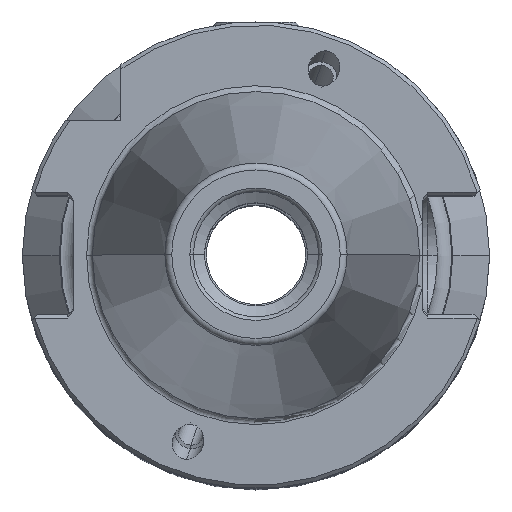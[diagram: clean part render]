
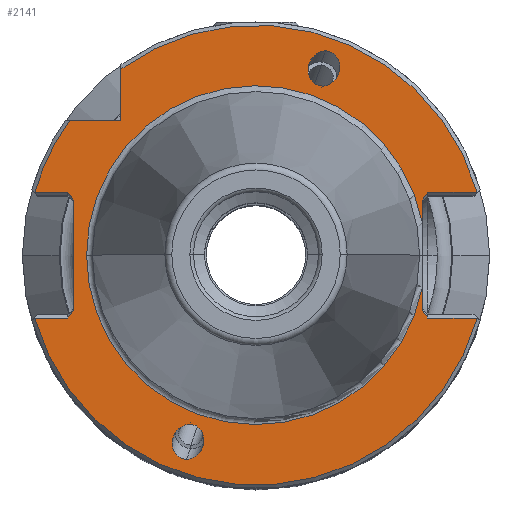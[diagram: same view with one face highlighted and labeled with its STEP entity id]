
A CAD part, top view. The second image highlights one B-rep face of the part: STEP entity #2141.
In plain terms, the highlighted planar face has unit normal (0, 0, 1).
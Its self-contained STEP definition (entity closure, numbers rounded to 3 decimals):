
#1125=EDGE_CURVE('NONE',#1585,#2299,#3259,.T.);
#1157=EDGE_CURVE('NONE',#2379,#1173,#3295,.T.);
#1173=VERTEX_POINT('NONE',#3312);
#1221=EDGE_CURVE('NONE',#2127,#1833,#3362,.T.);
#1339=VERTEX_POINT('NONE',#3489);
#1347=EDGE_CURVE('NONE',#2299,#1741,#3497,.T.);
#1423=VERTEX_POINT('NONE',#3578);
#1473=VERTEX_POINT('NONE',#3634);
#1509=EDGE_CURVE('NONE',#1585,#1629,#3675,.T.);
#1513=VERTEX_POINT('NONE',#3679);
#1521=EDGE_CURVE('NONE',#3169,#2127,#3688,.T.);
#1539=EDGE_CURVE('NONE',#1629,#2181,#3709,.T.);
#1585=VERTEX_POINT('NONE',#3760);
#1601=VERTEX_POINT('NONE',#3782);
#1629=VERTEX_POINT('NONE',#3811);
#1655=EDGE_CURVE('NONE',#2245,#1833,#3840,.T.);
#1711=VERTEX_POINT('NONE',#3900);
#1731=VERTEX_POINT('NONE',#3920);
#1733=EDGE_CURVE('NONE',#1711,#1601,#3922,.T.);
#1741=VERTEX_POINT('NONE',#3931);
#1749=EDGE_CURVE('NONE',#2955,#2685,#3939,.T.);
#1777=EDGE_CURVE('NONE',#1423,#2947,#3971,.T.);
#1833=VERTEX_POINT('NONE',#4037);
#1867=EDGE_CURVE('NONE',#3169,#1339,#4076,.T.);
#1937=EDGE_CURVE('NONE',#1741,#2293,#4153,.T.);
#1981=EDGE_CURVE('NONE',#2245,#2685,#4204,.T.);
#2027=EDGE_CURVE('NONE',#2955,#2181,#4254,.T.);
#2127=VERTEX_POINT('NONE',#4362);
#2141=ADVANCED_FACE('NONE',(#4377,#4378,#4379),#4380,.T.);
#2181=VERTEX_POINT('NONE',#4428);
#2225=EDGE_CURVE('NONE',#1731,#1513,#4473,.T.);
#2245=VERTEX_POINT('NONE',#4495);
#2261=EDGE_CURVE('NONE',#1601,#1423,#4512,.T.);
#2293=VERTEX_POINT('NONE',#4552);
#2299=VERTEX_POINT('NONE',#4559);
#2379=VERTEX_POINT('NONE',#4646);
#2409=EDGE_CURVE('NONE',#1473,#1339,#4681,.T.);
#2603=EDGE_CURVE('NONE',#1513,#1731,#4906,.T.);
#2643=EDGE_CURVE('NONE',#1473,#2947,#4948,.T.);
#2685=VERTEX_POINT('NONE',#4993);
#2693=EDGE_CURVE('NONE',#2293,#1711,#5001,.T.);
#2947=VERTEX_POINT('NONE',#5284);
#2955=VERTEX_POINT('NONE',#5293);
#3107=EDGE_CURVE('NONE',#1173,#2379,#5467,.T.);
#3169=VERTEX_POINT('NONE',#5531);
#3259=CIRCLE('',#5671,31.25);
#3295=(B_SPLINE_CURVE(3,(#5734,#5735,#5736,#5737),.UNSPECIFIED.,.F.,.F.)B_SPLINE_CURVE_WITH_KNOTS((4,4),(2.836,5.978),.UNSPECIFIED.)RATIONAL_B_SPLINE_CURVE((1.0,0.333,0.333,1.0))BOUNDED_CURVE()REPRESENTATION_ITEM('')GEOMETRIC_REPRESENTATION_ITEM()CURVE());
#3312=CARTESIAN_POINT('',(9.432,27.761,-3.2));
#3362=CIRCLE('',#5850,23.025);
#3489=CARTESIAN_POINT('',(22.6,-7.489,-3.2));
#3497=LINE('',#6041,#6042);
#3578=CARTESIAN_POINT('',(-30.058,-8.55,-3.2));
#3634=CARTESIAN_POINT('',(23.35,-8.55,-3.2));
#3675=LINE('',#6338,#6339);
#3679=CARTESIAN_POINT('',(-9.432,-27.761,-3.2));
#3688=CIRCLE('',#6359,23.025);
#3709=LINE('',#6392,#6393);
#3760=CARTESIAN_POINT('',(-25.295,18.35,-3.2));
#3782=CARTESIAN_POINT('',(-25.55,-8.55,-3.2));
#3811=CARTESIAN_POINT('',(-18.35,18.35,-3.2));
#3840=LINE('',#6610,#6611);
#3900=CARTESIAN_POINT('',(-24.8,-7.489,-3.2));
#3920=CARTESIAN_POINT('',(-9.037,-22.983,-3.2));
#3922=LINE('',#6733,#6734);
#3931=CARTESIAN_POINT('',(-25.55,8.55,-3.2));
#3939=LINE('',#6755,#6756);
#3971=CIRCLE('',#6794,31.25);
#4037=CARTESIAN_POINT('',(22.6,4.403,-3.2));
#4076=LINE('',#6933,#6934);
#4153=LINE('',#7084,#7085);
#4204=LINE('',#7154,#7155);
#4254=CIRCLE('',#7240,31.25);
#4362=CARTESIAN_POINT('',(-23.025,0.,-3.2));
#4377=FACE_OUTER_BOUND('',#7545,.T.);
#4378=FACE_BOUND('',#7546,.T.);
#4379=FACE_BOUND('',#7547,.T.);
#4380=PLANE('',#7548);
#4428=CARTESIAN_POINT('',(-18.35,25.295,-3.2));
#4473=(B_SPLINE_CURVE(3,(#7694,#7695,#7696,#7697),.UNSPECIFIED.,.F.,.F.)B_SPLINE_CURVE_WITH_KNOTS((4,4),(2.836,5.978),.UNSPECIFIED.)RATIONAL_B_SPLINE_CURVE((1.0,0.333,0.333,1.0))BOUNDED_CURVE()REPRESENTATION_ITEM('')GEOMETRIC_REPRESENTATION_ITEM()CURVE());
#4495=CARTESIAN_POINT('',(22.6,7.489,-3.2));
#4512=LINE('',#7758,#7759);
#4552=CARTESIAN_POINT('',(-24.8,7.489,-3.2));
#4559=CARTESIAN_POINT('',(-30.058,8.55,-3.2));
#4646=CARTESIAN_POINT('',(9.037,22.983,-3.2));
#4681=LINE('',#8024,#8025);
#4906=(B_SPLINE_CURVE(3,(#8326,#8327,#8328,#8329),.UNSPECIFIED.,.F.,.F.)B_SPLINE_CURVE_WITH_KNOTS((4,4),(5.978,9.119),.UNSPECIFIED.)RATIONAL_B_SPLINE_CURVE((1.0,0.333,0.333,1.0))BOUNDED_CURVE()REPRESENTATION_ITEM('')GEOMETRIC_REPRESENTATION_ITEM()CURVE());
#4948=LINE('',#8406,#8407);
#4993=CARTESIAN_POINT('',(23.35,8.55,-3.2));
#5001=LINE('',#8496,#8497);
#5284=CARTESIAN_POINT('',(30.058,-8.55,-3.2));
#5293=CARTESIAN_POINT('',(30.058,8.55,-3.2));
#5467=(B_SPLINE_CURVE(3,(#9166,#9167,#9168,#9169),.UNSPECIFIED.,.F.,.F.)B_SPLINE_CURVE_WITH_KNOTS((4,4),(5.978,9.119),.UNSPECIFIED.)RATIONAL_B_SPLINE_CURVE((1.0,0.333,0.333,1.0))BOUNDED_CURVE()REPRESENTATION_ITEM('')GEOMETRIC_REPRESENTATION_ITEM()CURVE());
#5531=CARTESIAN_POINT('',(22.6,-4.403,-3.2));
#5671=AXIS2_PLACEMENT_3D('',#9373,#9374,#9375);
#5734=CARTESIAN_POINT('',(9.037,22.983,-3.2));
#5735=CARTESIAN_POINT('',(4.774,22.983,-3.2));
#5736=CARTESIAN_POINT('',(5.169,27.761,-3.2));
#5737=CARTESIAN_POINT('',(9.432,27.761,-3.2));
#5850=AXIS2_PLACEMENT_3D('',#9463,#9464,#9465);
#6041=CARTESIAN_POINT('',(0.,8.55,-3.2));
#6042=VECTOR('',#9577,1000.0);
#6338=CARTESIAN_POINT('',(-38.35,18.35,-3.2));
#6339=VECTOR('',#9776,1000.0);
#6359=AXIS2_PLACEMENT_3D('',#9786,#9787,#9788);
#6392=CARTESIAN_POINT('',(-18.35,18.35,-3.2));
#6393=VECTOR('',#9816,1000.0);
#6610=CARTESIAN_POINT('',(22.6,-52.225,-3.2));
#6611=VECTOR('',#9995,1000.0);
#6733=CARTESIAN_POINT('',(-19.157,0.49,-3.2));
#6734=VECTOR('',#10066,1000.0);
#6755=CARTESIAN_POINT('',(0.,8.55,-3.2));
#6756=VECTOR('',#10086,1000.0);
#6794=AXIS2_PLACEMENT_3D('',#10121,#10122,#10123);
#6933=CARTESIAN_POINT('',(22.6,-52.225,-3.2));
#6934=VECTOR('',#10267,1000.0);
#7084=CARTESIAN_POINT('',(-19.157,-0.49,-3.2));
#7085=VECTOR('',#10347,1000.0);
#7154=CARTESIAN_POINT('',(23.114,8.217,-3.2));
#7155=VECTOR('',#10416,1000.0);
#7240=AXIS2_PLACEMENT_3D('',#10476,#10477,#10478);
#7545=EDGE_LOOP('',(#10597,#10598,#10599,#10600,#10601,#10602,#10603,#10604,#10605,#10606,#10607,#10608,#10609,#10610,#10611,#10612,#10613,#10614));
#7546=EDGE_LOOP('',(#10615,#10616));
#7547=EDGE_LOOP('',(#10617,#10618));
#7548=AXIS2_PLACEMENT_3D('',#10619,#10620,#10621);
#7694=CARTESIAN_POINT('',(-9.037,-22.983,-3.2));
#7695=CARTESIAN_POINT('',(-4.774,-22.983,-3.2));
#7696=CARTESIAN_POINT('',(-5.169,-27.761,-3.2));
#7697=CARTESIAN_POINT('',(-9.432,-27.761,-3.2));
#7758=CARTESIAN_POINT('',(0.,-8.55,-3.2));
#7759=VECTOR('',#10750,1000.0);
#8024=CARTESIAN_POINT('',(23.114,-8.217,-3.2));
#8025=VECTOR('',#10961,1000.0);
#8326=CARTESIAN_POINT('',(-9.432,-27.761,-3.2));
#8327=CARTESIAN_POINT('',(-13.695,-27.761,-3.2));
#8328=CARTESIAN_POINT('',(-13.3,-22.983,-3.2));
#8329=CARTESIAN_POINT('',(-9.037,-22.983,-3.2));
#8406=CARTESIAN_POINT('',(0.,-8.55,-3.2));
#8407=VECTOR('',#11336,1000.0);
#8496=CARTESIAN_POINT('',(-24.8,-52.225,-3.2));
#8497=VECTOR('',#11384,1000.0);
#9166=CARTESIAN_POINT('',(9.432,27.761,-3.2));
#9167=CARTESIAN_POINT('',(13.695,27.761,-3.2));
#9168=CARTESIAN_POINT('',(13.3,22.983,-3.2));
#9169=CARTESIAN_POINT('',(9.037,22.983,-3.2));
#9373=CARTESIAN_POINT('',(0.0,0.0,-3.2));
#9374=DIRECTION('',(0.0,0.0,1.0));
#9375=DIRECTION('',(-1.0,0.,0.0));
#9463=CARTESIAN_POINT('',(0.0,0.0,-3.2));
#9464=DIRECTION('',(0.0,0.0,-1.0));
#9465=DIRECTION('',(-1.0,0.,0.0));
#9577=DIRECTION('',(1.0,0.,-0.0));
#9776=DIRECTION('',(1.0,0.,0.0));
#9786=CARTESIAN_POINT('',(0.0,0.0,-3.2));
#9787=DIRECTION('',(0.0,0.0,-1.0));
#9788=DIRECTION('',(-1.0,0.,0.0));
#9816=DIRECTION('',(0.,1.0,0.0));
#9995=DIRECTION('',(0.,-1.0,0.0));
#10066=DIRECTION('',(-0.577,-0.816,0.0));
#10086=DIRECTION('',(-1.0,0.,0.0));
#10121=CARTESIAN_POINT('',(0.0,0.0,-3.2));
#10122=DIRECTION('',(0.0,0.0,1.0));
#10123=DIRECTION('',(-1.0,0.,0.0));
#10267=DIRECTION('',(0.,-1.0,0.0));
#10347=DIRECTION('',(0.577,-0.816,-0.0));
#10416=DIRECTION('',(0.577,0.816,0.0));
#10476=CARTESIAN_POINT('',(0.0,0.0,-3.2));
#10477=DIRECTION('',(0.0,0.0,1.0));
#10478=DIRECTION('',(-1.0,0.,0.0));
#10597=ORIENTED_EDGE('',*,*,#2261,.T.);
#10598=ORIENTED_EDGE('',*,*,#1777,.T.);
#10599=ORIENTED_EDGE('',*,*,#2643,.F.);
#10600=ORIENTED_EDGE('',*,*,#2409,.T.);
#10601=ORIENTED_EDGE('',*,*,#1867,.F.);
#10602=ORIENTED_EDGE('',*,*,#1521,.T.);
#10603=ORIENTED_EDGE('',*,*,#1221,.T.);
#10604=ORIENTED_EDGE('',*,*,#1655,.F.);
#10605=ORIENTED_EDGE('',*,*,#1981,.T.);
#10606=ORIENTED_EDGE('',*,*,#1749,.F.);
#10607=ORIENTED_EDGE('',*,*,#2027,.T.);
#10608=ORIENTED_EDGE('',*,*,#1539,.F.);
#10609=ORIENTED_EDGE('',*,*,#1509,.F.);
#10610=ORIENTED_EDGE('',*,*,#1125,.T.);
#10611=ORIENTED_EDGE('',*,*,#1347,.T.);
#10612=ORIENTED_EDGE('',*,*,#1937,.T.);
#10613=ORIENTED_EDGE('',*,*,#2693,.T.);
#10614=ORIENTED_EDGE('',*,*,#1733,.T.);
#10615=ORIENTED_EDGE('',*,*,#2225,.T.);
#10616=ORIENTED_EDGE('',*,*,#2603,.T.);
#10617=ORIENTED_EDGE('',*,*,#1157,.T.);
#10618=ORIENTED_EDGE('',*,*,#3107,.T.);
#10619=CARTESIAN_POINT('',(0.,-52.225,-3.2));
#10620=DIRECTION('',(0.0,0.0,1.0));
#10621=DIRECTION('',(-1.0,0.,0.0));
#10750=DIRECTION('',(-1.0,0.,0.0));
#10961=DIRECTION('',(-0.577,0.816,0.0));
#11336=DIRECTION('',(1.0,0.,-0.0));
#11384=DIRECTION('',(0.,-1.0,0.0));
